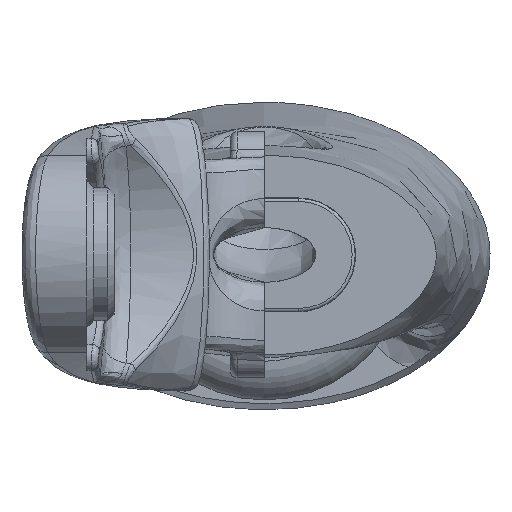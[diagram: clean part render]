
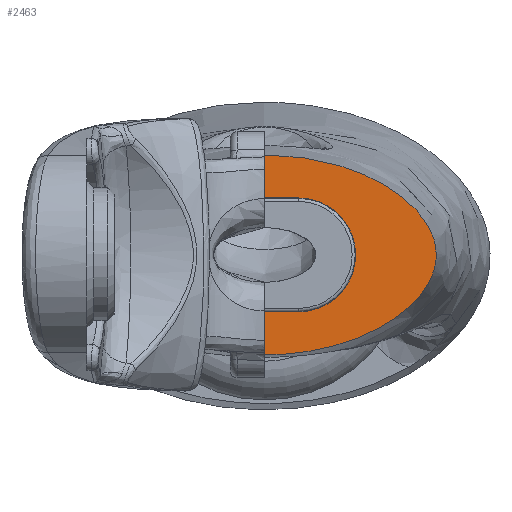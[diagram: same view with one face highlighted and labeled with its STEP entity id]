
A CAD part, top view. The second image highlights one B-rep face of the part: STEP entity #2463.
In plain terms, the highlighted planar face has unit normal (0, 0, 1).
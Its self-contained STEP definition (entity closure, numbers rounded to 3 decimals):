
#172=PLANE('',#2667);
#219=FACE_OUTER_BOUND('',#389,.T.);
#389=EDGE_LOOP('',(#1795,#1796,#1797,#1798,#1799,#1800));
#531=B_SPLINE_CURVE_WITH_KNOTS('',3,(#3848,#3849,#3850,#3851,#3852,#3853,
#3854,#3855,#3856,#3857,#3858,#3859,#3860,#3861),.UNSPECIFIED.,.F.,.F.,
(4,1,1,1,1,1,1,1,1,1,1,4),(-8.653,-7.424,-6.195,
-5.581,-4.966,-4.352,-3.737,
-3.123,-2.508,-1.279,-0.869,
-0.05),.UNSPECIFIED.);
#722=LINE('',#3796,#797);
#725=LINE('',#3804,#800);
#729=LINE('',#3843,#804);
#730=LINE('',#3862,#805);
#797=VECTOR('',#3016,10.);
#800=VECTOR('',#3025,10.);
#804=VECTOR('',#3037,10.);
#805=VECTOR('',#3042,10.);
#867=CIRCLE('',#2660,5.867);
#1036=VERTEX_POINT('',#3793);
#1037=VERTEX_POINT('',#3795);
#1038=VERTEX_POINT('',#3799);
#1039=VERTEX_POINT('',#3803);
#1048=VERTEX_POINT('',#3841);
#1050=VERTEX_POINT('',#3847);
#1309=EDGE_CURVE('',#1037,#1036,#722,.T.);
#1311=EDGE_CURVE('',#1038,#1037,#867,.T.);
#1313=EDGE_CURVE('',#1039,#1038,#725,.T.);
#1324=EDGE_CURVE('',#1048,#1036,#729,.T.);
#1326=EDGE_CURVE('',#1050,#1048,#531,.T.);
#1327=EDGE_CURVE('',#1039,#1050,#730,.T.);
#1795=ORIENTED_EDGE('',*,*,#1309,.T.);
#1796=ORIENTED_EDGE('',*,*,#1324,.F.);
#1797=ORIENTED_EDGE('',*,*,#1326,.F.);
#1798=ORIENTED_EDGE('',*,*,#1327,.F.);
#1799=ORIENTED_EDGE('',*,*,#1313,.T.);
#1800=ORIENTED_EDGE('',*,*,#1311,.T.);
#2463=ADVANCED_FACE('',(#219),#172,.F.);
#2660=AXIS2_PLACEMENT_3D('',#3800,#3020,#3021);
#2667=AXIS2_PLACEMENT_3D('',#3846,#3040,#3041);
#3016=DIRECTION('',(-1.,0.,0.));
#3020=DIRECTION('center_axis',(0.,0.,-1.));
#3021=DIRECTION('ref_axis',(0.,1.,0.));
#3025=DIRECTION('',(1.,0.,0.));
#3037=DIRECTION('',(0.,1.,0.));
#3040=DIRECTION('center_axis',(0.,0.,-1.));
#3041=DIRECTION('ref_axis',(1.,0.,0.));
#3042=DIRECTION('',(0.,1.,0.));
#3793=CARTESIAN_POINT('',(0.,-5.867,90.));
#3795=CARTESIAN_POINT('',(5.,-5.867,90.));
#3796=CARTESIAN_POINT('',(2.5,-5.867,90.));
#3799=CARTESIAN_POINT('',(5.,5.867,90.));
#3800=CARTESIAN_POINT('Origin',(5.,0.,90.));
#3803=CARTESIAN_POINT('',(0.,5.867,90.));
#3804=CARTESIAN_POINT('',(0.,5.867,90.));
#3841=CARTESIAN_POINT('',(0.,-14.625,90.));
#3843=CARTESIAN_POINT('',(0.,0.,90.));
#3846=CARTESIAN_POINT('Origin',(0.,0.,90.));
#3847=CARTESIAN_POINT('',(0.,14.628,90.));
#3848=CARTESIAN_POINT('Ctrl Pts',(0.,14.628,
90.));
#3849=CARTESIAN_POINT('Ctrl Pts',(4.134,14.628,90.));
#3850=CARTESIAN_POINT('Ctrl Pts',(12.403,13.323,90.));
#3851=CARTESIAN_POINT('Ctrl Pts',(20.041,9.043,90.));
#3852=CARTESIAN_POINT('Ctrl Pts',(23.506,5.193,90.));
#3853=CARTESIAN_POINT('Ctrl Pts',(24.87,2.461,90.));
#3854=CARTESIAN_POINT('Ctrl Pts',(25.252,0.001,
90.));
#3855=CARTESIAN_POINT('Ctrl Pts',(24.87,-2.462,90.));
#3856=CARTESIAN_POINT('Ctrl Pts',(23.504,-5.19,90.));
#3857=CARTESIAN_POINT('Ctrl Pts',(20.04,-9.047,90.));
#3858=CARTESIAN_POINT('Ctrl Pts',(14.444,-12.175,90.));
#3859=CARTESIAN_POINT('Ctrl Pts',(6.888,-14.2,90.));
#3860=CARTESIAN_POINT('Ctrl Pts',(2.755,-14.621,90.));
#3861=CARTESIAN_POINT('Ctrl Pts',(0.,-14.625,
90.));
#3862=CARTESIAN_POINT('',(0.,0.,90.));
